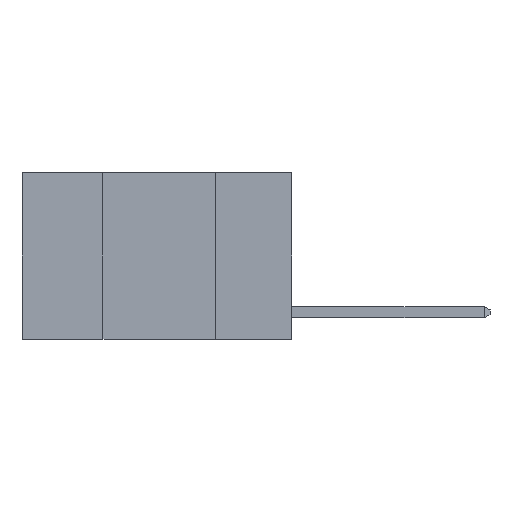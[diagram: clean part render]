
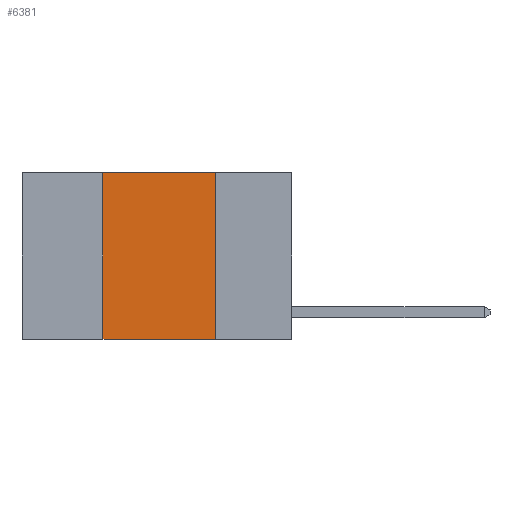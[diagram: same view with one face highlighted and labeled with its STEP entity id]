
A CAD part, left-side view. The second image highlights one B-rep face of the part: STEP entity #6381.
In plain terms, the highlighted planar face has unit normal (-1, 0, 0).
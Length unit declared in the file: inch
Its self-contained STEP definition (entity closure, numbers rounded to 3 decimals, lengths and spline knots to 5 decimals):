
#199 = VERTEX_POINT ( 'NONE', #2815 ) ;
#313 = CARTESIAN_POINT ( 'NONE',  ( 0., 0.42, -0.37 ) ) ;
#1073 = LINE ( 'NONE', #4006, #7497 ) ;
#1123 = AXIS2_PLACEMENT_3D ( 'NONE', #5912, #1762, #7629 ) ;
#1584 = EDGE_CURVE ( 'NONE', #199, #9003, #3450, .T. ) ;
#1762 = DIRECTION ( 'NONE',  ( 1., 0., 0. ) ) ;
#2815 = CARTESIAN_POINT ( 'NONE',  ( 0., 0.17, 0. ) ) ;
#2820 = DIRECTION ( 'NONE',  ( 0., -1., 0. ) ) ;
#2882 = ORIENTED_EDGE ( 'NONE', *, *, #1584, .F. ) ;
#3000 = ORIENTED_EDGE ( 'NONE', *, *, #6198, .F. ) ;
#3027 = ORIENTED_EDGE ( 'NONE', *, *, #4287, .F. ) ;
#3059 = ORIENTED_EDGE ( 'NONE', *, *, #10646, .T. ) ;
#3450 = LINE ( 'NONE', #8802, #9916 ) ;
#4006 = CARTESIAN_POINT ( 'NONE',  ( 0., 0.6, 0. ) ) ;
#4175 = LINE ( 'NONE', #5223, #10875 ) ;
#4287 = EDGE_CURVE ( 'NONE', #8151, #4641, #4175, .T. ) ;
#4486 = CARTESIAN_POINT ( 'NONE',  ( 0., 0.6, -0.37 ) ) ;
#4641 = VERTEX_POINT ( 'NONE', #6414 ) ;
#5223 = CARTESIAN_POINT ( 'NONE',  ( 0., 0.42, 0. ) ) ;
#5364 = DIRECTION ( 'NONE',  ( 0., 0., -1. ) ) ;
#5912 = CARTESIAN_POINT ( 'NONE',  ( 0., 0.6, 0. ) ) ;
#6198 = EDGE_CURVE ( 'NONE', #4641, #199, #1073, .T. ) ;
#6381 = ADVANCED_FACE ( 'NONE', ( #9642 ), #6750, .F. ) ;
#6414 = CARTESIAN_POINT ( 'NONE',  ( 0., 0.42, 0. ) ) ;
#6488 = CARTESIAN_POINT ( 'NONE',  ( 0., 0.17, -0.37 ) ) ;
#6750 = PLANE ( 'NONE',  #1123 ) ;
#7497 = VECTOR ( 'NONE', #8189, 39.37008 ) ;
#7629 = DIRECTION ( 'NONE',  ( 0., 0., -1. ) ) ;
#7751 = EDGE_LOOP ( 'NONE', ( #2882, #3000, #3027, #3059 ) ) ;
#8151 = VERTEX_POINT ( 'NONE', #313 ) ;
#8189 = DIRECTION ( 'NONE',  ( 0., -1., 0. ) ) ;
#8725 = LINE ( 'NONE', #4486, #10686 ) ;
#8802 = CARTESIAN_POINT ( 'NONE',  ( 0., 0.17, 0. ) ) ;
#9003 = VERTEX_POINT ( 'NONE', #6488 ) ;
#9642 = FACE_OUTER_BOUND ( 'NONE', #7751, .T. ) ;
#9916 = VECTOR ( 'NONE', #5364, 39.37008 ) ;
#10309 = DIRECTION ( 'NONE',  ( 0., 0., 1. ) ) ;
#10646 = EDGE_CURVE ( 'NONE', #8151, #9003, #8725, .T. ) ;
#10686 = VECTOR ( 'NONE', #2820, 39.37008 ) ;
#10875 = VECTOR ( 'NONE', #10309, 39.37008 ) ;
